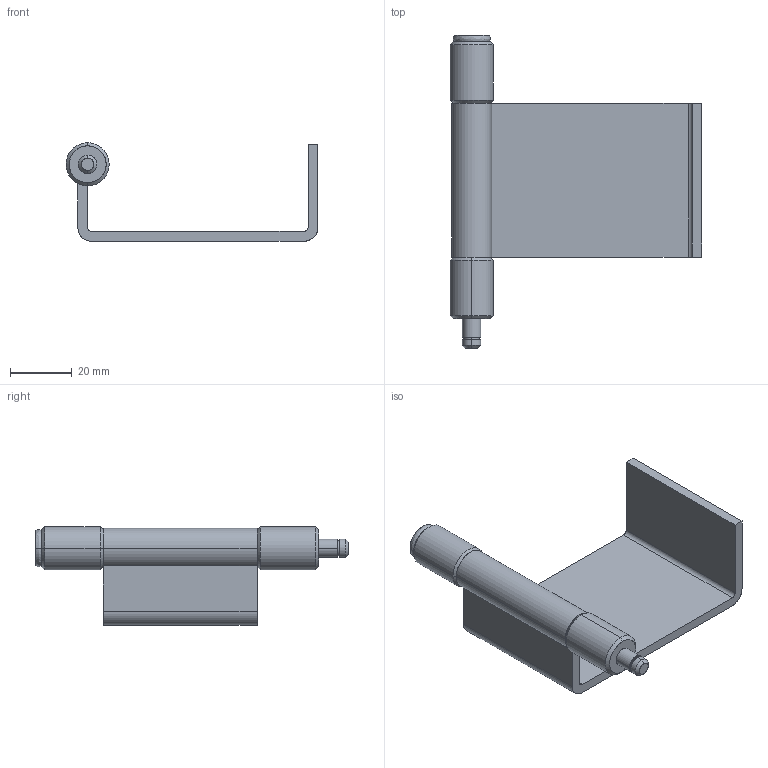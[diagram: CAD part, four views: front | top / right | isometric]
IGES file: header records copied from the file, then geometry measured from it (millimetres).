
Start section: SolidWorks IGES file using analytic representation for surfaces
Global section: file name: B-590-1.IGS,15; native system: HSolidWorks 2007; preprocessor: SolidWorks 2007; author: 8sw; date: 090313.104635; units: millimetre
Bounding box: 81.8 x 101.7 x 32 mm (x, y, z)
Surface area: 21059.7 mm2 (no closed solid volume)
Topology: 0 solids, 0 shells, 53 faces, 886 edges, 886 vertices
Faces by surface type: revolution 33, bspline 20
